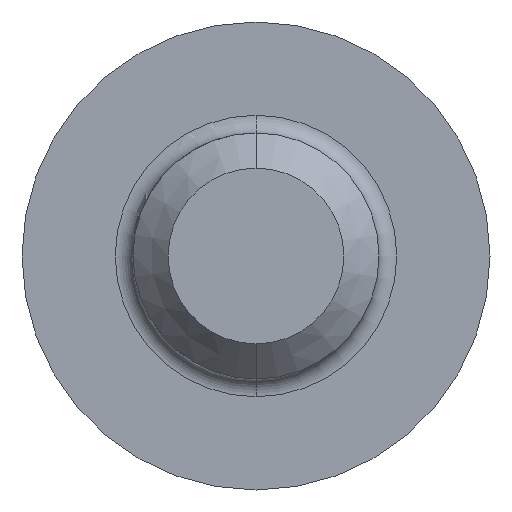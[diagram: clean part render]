
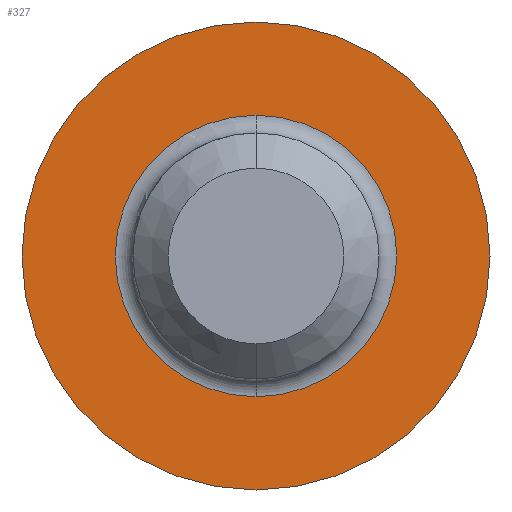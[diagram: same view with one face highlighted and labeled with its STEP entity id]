
A CAD part, front view. The second image highlights one B-rep face of the part: STEP entity #327.
In plain terms, the highlighted planar face has unit normal (0, -1, 0).
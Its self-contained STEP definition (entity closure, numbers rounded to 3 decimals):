
#24 = DIRECTION ( 'NONE',  ( 0., -1., 0. ) ) ;
#104 = DIRECTION ( 'NONE',  ( 0., 0., -1. ) ) ;
#158 = CIRCLE ( 'NONE', #428, 2.383 ) ;
#225 = PLANE ( 'NONE',  #533 ) ;
#275 = CARTESIAN_POINT ( 'NONE',  ( 0., 0., 2.383 ) ) ;
#289 = ORIENTED_EDGE ( 'NONE', *, *, #348, .T. ) ;
#290 = CARTESIAN_POINT ( 'NONE',  ( 0., 0., 3.962 ) ) ;
#303 = DIRECTION ( 'NONE',  ( 0., -1., 0. ) ) ;
#327 = ADVANCED_FACE ( 'NONE', ( #616, #716 ), #225, .T. ) ;
#328 = DIRECTION ( 'NONE',  ( 0., 0., -1. ) ) ;
#348 = EDGE_CURVE ( 'NONE', #410, #555, #1168, .T. ) ;
#410 = VERTEX_POINT ( 'NONE', #1047 ) ;
#428 = AXIS2_PLACEMENT_3D ( 'NONE', #902, #303, #104 ) ;
#439 = ORIENTED_EDGE ( 'NONE', *, *, #658, .F. ) ;
#509 = DIRECTION ( 'NONE',  ( 0., -1., 0. ) ) ;
#518 = VERTEX_POINT ( 'NONE', #275 ) ;
#533 = AXIS2_PLACEMENT_3D ( 'NONE', #1096, #509, #1198 ) ;
#555 = VERTEX_POINT ( 'NONE', #290 ) ;
#556 = DIRECTION ( 'NONE',  ( 0., 0., -1. ) ) ;
#558 = CARTESIAN_POINT ( 'NONE',  ( 0., 0., 0. ) ) ;
#585 = AXIS2_PLACEMENT_3D ( 'NONE', #1141, #936, #556 ) ;
#616 = FACE_BOUND ( 'NONE', #1191, .T. ) ;
#636 = EDGE_LOOP ( 'NONE', ( #289, #996 ) ) ;
#653 = CARTESIAN_POINT ( 'NONE',  ( 0., 0., -2.383 ) ) ;
#658 = EDGE_CURVE ( 'NONE', #518, #760, #158, .T. ) ;
#677 = AXIS2_PLACEMENT_3D ( 'NONE', #558, #877, #967 ) ;
#714 = CIRCLE ( 'NONE', #1183, 3.962 ) ;
#716 = FACE_OUTER_BOUND ( 'NONE', #636, .T. ) ;
#760 = VERTEX_POINT ( 'NONE', #653 ) ;
#814 = EDGE_CURVE ( 'NONE', #760, #518, #1268, .T. ) ;
#877 = DIRECTION ( 'NONE',  ( 0., -1., 0. ) ) ;
#902 = CARTESIAN_POINT ( 'NONE',  ( 0., 0., 0. ) ) ;
#936 = DIRECTION ( 'NONE',  ( 0., -1., 0. ) ) ;
#967 = DIRECTION ( 'NONE',  ( 0., 0., -1. ) ) ;
#996 = ORIENTED_EDGE ( 'NONE', *, *, #1142, .T. ) ;
#1047 = CARTESIAN_POINT ( 'NONE',  ( 0., 0., -3.962 ) ) ;
#1096 = CARTESIAN_POINT ( 'NONE',  ( 0., 0., 0. ) ) ;
#1123 = CARTESIAN_POINT ( 'NONE',  ( 0., 0., 0. ) ) ;
#1141 = CARTESIAN_POINT ( 'NONE',  ( 0., 0., 0. ) ) ;
#1142 = EDGE_CURVE ( 'NONE', #555, #410, #714, .T. ) ;
#1161 = ORIENTED_EDGE ( 'NONE', *, *, #814, .F. ) ;
#1168 = CIRCLE ( 'NONE', #585, 3.962 ) ;
#1183 = AXIS2_PLACEMENT_3D ( 'NONE', #1123, #24, #328 ) ;
#1191 = EDGE_LOOP ( 'NONE', ( #1161, #439 ) ) ;
#1198 = DIRECTION ( 'NONE',  ( 0., 0., -1. ) ) ;
#1268 = CIRCLE ( 'NONE', #677, 2.383 ) ;
